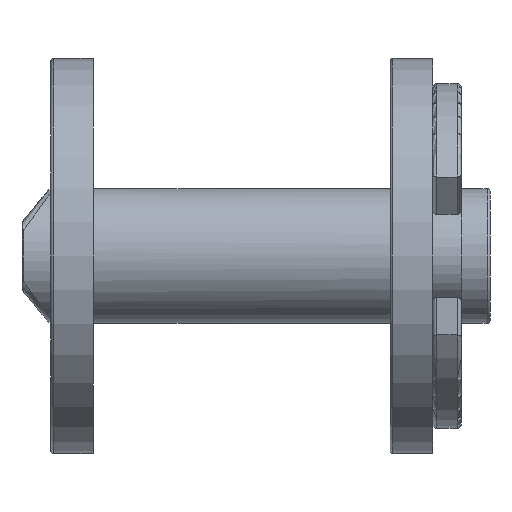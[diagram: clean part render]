
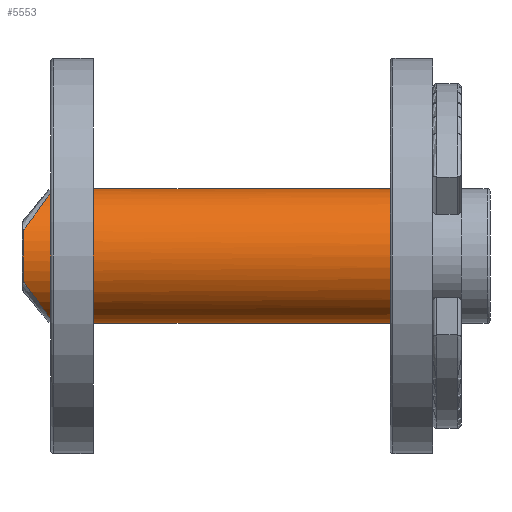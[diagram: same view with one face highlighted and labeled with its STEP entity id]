
A CAD part, left-side view. The second image highlights one B-rep face of the part: STEP entity #5553.
In plain terms, the highlighted cylindrical face has radius 1.175 mm (diameter 2.35 mm), a partial arc.
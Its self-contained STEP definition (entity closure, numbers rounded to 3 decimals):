
#107 = CARTESIAN_POINT ( 'NONE',  ( -4., -3.075, 1.175 ) ) ;
#225 = AXIS2_PLACEMENT_3D ( 'NONE', #1007, #5026, #2325 ) ;
#259 = ORIENTED_EDGE ( 'NONE', *, *, #4563, .T. ) ;
#273 = ORIENTED_EDGE ( 'NONE', *, *, #4179, .T. ) ;
#539 = VERTEX_POINT ( 'NONE', #5578 ) ;
#653 = LINE ( 'NONE', #3899, #4139 ) ;
#712 = CIRCLE ( 'NONE', #225, 1.175 ) ;
#825 = VERTEX_POINT ( 'NONE', #4464 ) ;
#851 = FACE_OUTER_BOUND ( 'NONE', #3857, .T. ) ;
#1007 = CARTESIAN_POINT ( 'NONE',  ( -4., -3.075, 0. ) ) ;
#1105 = DIRECTION ( 'NONE',  ( 0., 0., 1. ) ) ;
#1389 = CARTESIAN_POINT ( 'NONE',  ( -4.909, 3.723, -0.896 ) ) ;
#1514 = AXIS2_PLACEMENT_3D ( 'NONE', #4209, #2089, #2796 ) ;
#1632 = CARTESIAN_POINT ( 'NONE',  ( -4.497, 3.523, 1.175 ) ) ;
#1687 = EDGE_CURVE ( 'NONE', #4751, #2287, #4662, .T. ) ;
#2089 = DIRECTION ( 'NONE',  ( 0., -1., 0. ) ) ;
#2095 = DIRECTION ( 'NONE',  ( 0., -1., 0. ) ) ;
#2278 = CARTESIAN_POINT ( 'NONE',  ( -4., 3.523, -1.175 ) ) ;
#2287 = VERTEX_POINT ( 'NONE', #4208 ) ;
#2325 = DIRECTION ( 'NONE',  ( 0., 0., 1. ) ) ;
#2377 = AXIS2_PLACEMENT_3D ( 'NONE', #4252, #4692, #1105 ) ;
#2661 = DIRECTION ( 'NONE',  ( 0., -1., 0. ) ) ;
#2796 = DIRECTION ( 'NONE',  ( 0., 0., -1. ) ) ;
#3024 = ORIENTED_EDGE ( 'NONE', *, *, #3028, .T. ) ;
#3028 = EDGE_CURVE ( 'NONE', #825, #4751, #4469, .T. ) ;
#3079 =( BOUNDED_CURVE ( )  B_SPLINE_CURVE ( 3, ( #5710, #1632, #3858, #4726 ),
 .UNSPECIFIED., .F., .T. ) 
 B_SPLINE_CURVE_WITH_KNOTS ( ( 4, 4 ),
 ( 0., 1.193 ),
 .UNSPECIFIED. ) 
 CURVE ( )  GEOMETRIC_REPRESENTATION_ITEM ( )  RATIONAL_B_SPLINE_CURVE ( ( 1., 0.885, 0.885, 1. ) ) 
 REPRESENTATION_ITEM ( '' )  );
#3085 = CARTESIAN_POINT ( 'NONE',  ( -4., 4.075, -1.175 ) ) ;
#3236 = CARTESIAN_POINT ( 'NONE',  ( -5.092, 4.055, -0.434 ) ) ;
#3452 = VECTOR ( 'NONE', #2661, 1000. ) ;
#3532 = ORIENTED_EDGE ( 'NONE', *, *, #5152, .F. ) ;
#3545 = ORIENTED_EDGE ( 'NONE', *, *, #5538, .T. ) ;
#3857 = EDGE_LOOP ( 'NONE', ( #3532, #259, #273, #3024, #4381, #3545 ) ) ;
#3858 = CARTESIAN_POINT ( 'NONE',  ( -4.909, 3.723, 0.896 ) ) ;
#3899 = CARTESIAN_POINT ( 'NONE',  ( -4., 4.075, 1.175 ) ) ;
#4139 = VECTOR ( 'NONE', #2095, 1000. ) ;
#4179 = EDGE_CURVE ( 'NONE', #539, #825, #5597, .T. ) ;
#4208 = CARTESIAN_POINT ( 'NONE',  ( -4., -3.075, -1.175 ) ) ;
#4209 = CARTESIAN_POINT ( 'NONE',  ( -4., 4.075, 0. ) ) ;
#4252 = CARTESIAN_POINT ( 'NONE',  ( -4., 4.055, 0. ) ) ;
#4381 = ORIENTED_EDGE ( 'NONE', *, *, #1687, .T. ) ;
#4409 = CYLINDRICAL_SURFACE ( 'NONE', #1514, 1.175 ) ;
#4464 = CARTESIAN_POINT ( 'NONE',  ( -5.092, 4.055, -0.434 ) ) ;
#4469 =( BOUNDED_CURVE ( )  B_SPLINE_CURVE ( 3, ( #3236, #1389, #4505, #5481 ),
 .UNSPECIFIED., .F., .T. ) 
 B_SPLINE_CURVE_WITH_KNOTS ( ( 4, 4 ),
 ( 5.09, 6.283 ),
 .UNSPECIFIED. ) 
 CURVE ( )  GEOMETRIC_REPRESENTATION_ITEM ( )  RATIONAL_B_SPLINE_CURVE ( ( 1., 0.885, 0.885, 1. ) ) 
 REPRESENTATION_ITEM ( '' )  );
#4505 = CARTESIAN_POINT ( 'NONE',  ( -4.497, 3.523, -1.175 ) ) ;
#4548 = CARTESIAN_POINT ( 'NONE',  ( -4., 3.523, 1.175 ) ) ;
#4563 = EDGE_CURVE ( 'NONE', #5333, #539, #3079, .T. ) ;
#4662 = LINE ( 'NONE', #3085, #3452 ) ;
#4692 = DIRECTION ( 'NONE',  ( 0., -1., 0. ) ) ;
#4726 = CARTESIAN_POINT ( 'NONE',  ( -5.092, 4.055, 0.434 ) ) ;
#4751 = VERTEX_POINT ( 'NONE', #2278 ) ;
#5007 = VERTEX_POINT ( 'NONE', #107 ) ;
#5026 = DIRECTION ( 'NONE',  ( 0., 1., 0. ) ) ;
#5152 = EDGE_CURVE ( 'NONE', #5333, #5007, #653, .T. ) ;
#5333 = VERTEX_POINT ( 'NONE', #4548 ) ;
#5481 = CARTESIAN_POINT ( 'NONE',  ( -4., 3.523, -1.175 ) ) ;
#5538 = EDGE_CURVE ( 'NONE', #2287, #5007, #712, .T. ) ;
#5553 = ADVANCED_FACE ( 'NONE', ( #851 ), #4409, .T. ) ;
#5578 = CARTESIAN_POINT ( 'NONE',  ( -5.092, 4.055, 0.434 ) ) ;
#5597 = CIRCLE ( 'NONE', #2377, 1.175 ) ;
#5710 = CARTESIAN_POINT ( 'NONE',  ( -4., 3.523, 1.175 ) ) ;
